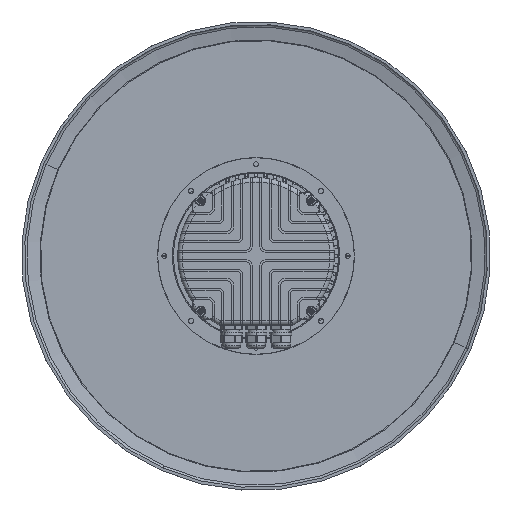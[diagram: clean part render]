
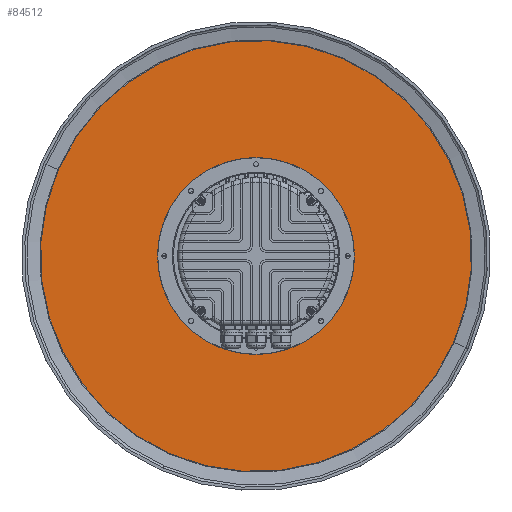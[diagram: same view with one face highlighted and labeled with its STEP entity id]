
A CAD part, front view. The second image highlights one B-rep face of the part: STEP entity #84512.
In plain terms, the highlighted planar face has unit normal (0, -1, 0).
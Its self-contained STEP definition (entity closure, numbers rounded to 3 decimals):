
#83881=CARTESIAN_POINT('',(0.,-4.,0.));
#83882=DIRECTION('',(0.,1.,0.));
#83883=DIRECTION('',(0.,0.,1.));
#83884=AXIS2_PLACEMENT_3D('',#83881,#83882,#83883);
#83886=CARTESIAN_POINT('',(0.,-4.,0.));
#83887=DIRECTION('',(0.,1.,0.));
#83888=DIRECTION('',(0.,0.,-1.));
#83889=AXIS2_PLACEMENT_3D('',#83886,#83887,#83888);
#83891=CARTESIAN_POINT('',(0.,-4.,0.));
#83892=DIRECTION('',(0.,1.,0.));
#83893=DIRECTION('',(0.,0.,1.));
#83894=AXIS2_PLACEMENT_3D('',#83891,#83892,#83893);
#83896=CARTESIAN_POINT('',(0.,-4.,0.));
#83897=DIRECTION('',(0.,1.,0.));
#83898=DIRECTION('',(0.,0.,-1.));
#83899=AXIS2_PLACEMENT_3D('',#83896,#83897,#83898);
#83901=CARTESIAN_POINT('',(105.,-4.,0.));
#83902=DIRECTION('',(0.,1.,0.));
#83903=DIRECTION('',(0.,0.,1.));
#83904=AXIS2_PLACEMENT_3D('',#83901,#83902,#83903);
#83906=CARTESIAN_POINT('',(105.,-4.,0.));
#83907=DIRECTION('',(0.,1.,0.));
#83908=DIRECTION('',(0.,0.,-1.));
#83909=AXIS2_PLACEMENT_3D('',#83906,#83907,#83908);
#83911=CARTESIAN_POINT('',(52.5,-4.,-90.933));
#83912=DIRECTION('',(0.,1.,0.));
#83913=DIRECTION('',(0.866,0.,0.5));
#83914=AXIS2_PLACEMENT_3D('',#83911,#83912,#83913);
#83916=CARTESIAN_POINT('',(52.5,-4.,-90.933));
#83917=DIRECTION('',(0.,1.,0.));
#83918=DIRECTION('',(-0.866,0.,-0.5));
#83919=AXIS2_PLACEMENT_3D('',#83916,#83917,#83918);
#83921=CARTESIAN_POINT('',(-52.5,-4.,-90.933));
#83922=DIRECTION('',(0.,1.,0.));
#83923=DIRECTION('',(0.866,0.,-0.5));
#83924=AXIS2_PLACEMENT_3D('',#83921,#83922,#83923);
#83926=CARTESIAN_POINT('',(-52.5,-4.,-90.933));
#83927=DIRECTION('',(0.,1.,0.));
#83928=DIRECTION('',(-0.866,0.,0.5));
#83929=AXIS2_PLACEMENT_3D('',#83926,#83927,#83928);
#83931=CARTESIAN_POINT('',(-105.,-4.,0.));
#83932=DIRECTION('',(0.,1.,0.));
#83933=DIRECTION('',(0.,0.,-1.));
#83934=AXIS2_PLACEMENT_3D('',#83931,#83932,#83933);
#83936=CARTESIAN_POINT('',(-105.,-4.,0.));
#83937=DIRECTION('',(0.,1.,0.));
#83938=DIRECTION('',(0.,0.,1.));
#83939=AXIS2_PLACEMENT_3D('',#83936,#83937,#83938);
#83941=CARTESIAN_POINT('',(-52.5,-4.,90.933));
#83942=DIRECTION('',(0.,1.,0.));
#83943=DIRECTION('',(-0.866,0.,-0.5));
#83944=AXIS2_PLACEMENT_3D('',#83941,#83942,#83943);
#83946=CARTESIAN_POINT('',(-52.5,-4.,90.933));
#83947=DIRECTION('',(0.,1.,0.));
#83948=DIRECTION('',(0.866,0.,0.5));
#83949=AXIS2_PLACEMENT_3D('',#83946,#83947,#83948);
#83951=CARTESIAN_POINT('',(52.5,-4.,90.933));
#83952=DIRECTION('',(0.,1.,0.));
#83953=DIRECTION('',(-0.866,0.,0.5));
#83954=AXIS2_PLACEMENT_3D('',#83951,#83952,#83953);
#83956=CARTESIAN_POINT('',(52.5,-4.,90.933));
#83957=DIRECTION('',(0.,1.,0.));
#83958=DIRECTION('',(0.866,0.,-0.5));
#83959=AXIS2_PLACEMENT_3D('',#83956,#83957,#83958);
#84347=CARTESIAN_POINT('',(0.,-4.,94.5));
#84348=CARTESIAN_POINT('',(0.,-4.,-94.5));
#84349=VERTEX_POINT('',#84347);
#84350=VERTEX_POINT('',#84348);
#84351=CARTESIAN_POINT('',(105.,-4.,4.2));
#84352=CARTESIAN_POINT('',(105.,-4.,-4.2));
#84353=VERTEX_POINT('',#84351);
#84354=VERTEX_POINT('',#84352);
#84355=CARTESIAN_POINT('',(56.137,-4.,-88.833));
#84356=CARTESIAN_POINT('',(48.863,-4.,-93.033));
#84357=VERTEX_POINT('',#84355);
#84358=VERTEX_POINT('',#84356);
#84359=CARTESIAN_POINT('',(-48.863,-4.,-93.033));
#84360=CARTESIAN_POINT('',(-56.137,-4.,-88.833));
#84361=VERTEX_POINT('',#84359);
#84362=VERTEX_POINT('',#84360);
#84363=CARTESIAN_POINT('',(-105.,-4.,-4.2));
#84364=CARTESIAN_POINT('',(-105.,-4.,4.2));
#84365=VERTEX_POINT('',#84363);
#84366=VERTEX_POINT('',#84364);
#84367=CARTESIAN_POINT('',(-56.137,-4.,88.833));
#84368=CARTESIAN_POINT('',(-48.863,-4.,93.033));
#84369=VERTEX_POINT('',#84367);
#84370=VERTEX_POINT('',#84368);
#84371=CARTESIAN_POINT('',(48.863,-4.,93.033));
#84372=CARTESIAN_POINT('',(56.137,-4.,88.833));
#84373=VERTEX_POINT('',#84371);
#84374=VERTEX_POINT('',#84372);
#84403=CARTESIAN_POINT('',(0.,-4.,296.124));
#84404=CARTESIAN_POINT('',(0.,-4.,-296.124));
#84405=VERTEX_POINT('',#84403);
#84406=VERTEX_POINT('',#84404);
#84459=CARTESIAN_POINT('',(0.,-4.,0.));
#84460=DIRECTION('',(0.,1.,0.));
#84461=DIRECTION('',(1.,0.,0.));
#84462=AXIS2_PLACEMENT_3D('',#84459,#84460,#84461);
#84463=PLANE('',#84462);
#84465=ORIENTED_EDGE('',*,*,#84464,.T.);
#84467=ORIENTED_EDGE('',*,*,#84466,.T.);
#84468=EDGE_LOOP('',(#84465,#84467));
#84469=FACE_OUTER_BOUND('',#84468,.F.);
#84471=ORIENTED_EDGE('',*,*,#84470,.F.);
#84473=ORIENTED_EDGE('',*,*,#84472,.F.);
#84474=EDGE_LOOP('',(#84471,#84473));
#84475=FACE_BOUND('',#84474,.F.);
#84477=ORIENTED_EDGE('',*,*,#84476,.F.);
#84479=ORIENTED_EDGE('',*,*,#84478,.F.);
#84480=EDGE_LOOP('',(#84477,#84479));
#84481=FACE_BOUND('',#84480,.F.);
#84483=ORIENTED_EDGE('',*,*,#84482,.F.);
#84485=ORIENTED_EDGE('',*,*,#84484,.F.);
#84486=EDGE_LOOP('',(#84483,#84485));
#84487=FACE_BOUND('',#84486,.F.);
#84489=ORIENTED_EDGE('',*,*,#84488,.F.);
#84491=ORIENTED_EDGE('',*,*,#84490,.F.);
#84492=EDGE_LOOP('',(#84489,#84491));
#84493=FACE_BOUND('',#84492,.F.);
#84495=ORIENTED_EDGE('',*,*,#84494,.F.);
#84497=ORIENTED_EDGE('',*,*,#84496,.F.);
#84498=EDGE_LOOP('',(#84495,#84497));
#84499=FACE_BOUND('',#84498,.F.);
#84501=ORIENTED_EDGE('',*,*,#84500,.F.);
#84503=ORIENTED_EDGE('',*,*,#84502,.F.);
#84504=EDGE_LOOP('',(#84501,#84503));
#84505=FACE_BOUND('',#84504,.F.);
#84507=ORIENTED_EDGE('',*,*,#84506,.F.);
#84509=ORIENTED_EDGE('',*,*,#84508,.F.);
#84510=EDGE_LOOP('',(#84507,#84509));
#84511=FACE_BOUND('',#84510,.F.);
#84512=ADVANCED_FACE('',(#84469,#84475,#84481,#84487,#84493,#84499,#84505,
#84511),#84463,.F.);
#83885=CIRCLE('',#83884,296.124);
#83890=CIRCLE('',#83889,296.124);
#83895=CIRCLE('',#83894,94.5);
#83900=CIRCLE('',#83899,94.5);
#83905=CIRCLE('',#83904,4.2);
#83910=CIRCLE('',#83909,4.2);
#83915=CIRCLE('',#83914,4.2);
#83920=CIRCLE('',#83919,4.2);
#83925=CIRCLE('',#83924,4.2);
#83930=CIRCLE('',#83929,4.2);
#83935=CIRCLE('',#83934,4.2);
#83940=CIRCLE('',#83939,4.2);
#83945=CIRCLE('',#83944,4.2);
#83950=CIRCLE('',#83949,4.2);
#83955=CIRCLE('',#83954,4.2);
#83960=CIRCLE('',#83959,4.2);
#84464=EDGE_CURVE('',#84405,#84406,#83885,.T.);
#84466=EDGE_CURVE('',#84406,#84405,#83890,.T.);
#84470=EDGE_CURVE('',#84349,#84350,#83895,.T.);
#84472=EDGE_CURVE('',#84350,#84349,#83900,.T.);
#84476=EDGE_CURVE('',#84353,#84354,#83905,.T.);
#84478=EDGE_CURVE('',#84354,#84353,#83910,.T.);
#84482=EDGE_CURVE('',#84357,#84358,#83915,.T.);
#84484=EDGE_CURVE('',#84358,#84357,#83920,.T.);
#84488=EDGE_CURVE('',#84361,#84362,#83925,.T.);
#84490=EDGE_CURVE('',#84362,#84361,#83930,.T.);
#84494=EDGE_CURVE('',#84365,#84366,#83935,.T.);
#84496=EDGE_CURVE('',#84366,#84365,#83940,.T.);
#84500=EDGE_CURVE('',#84369,#84370,#83945,.T.);
#84502=EDGE_CURVE('',#84370,#84369,#83950,.T.);
#84506=EDGE_CURVE('',#84373,#84374,#83955,.T.);
#84508=EDGE_CURVE('',#84374,#84373,#83960,.T.);
